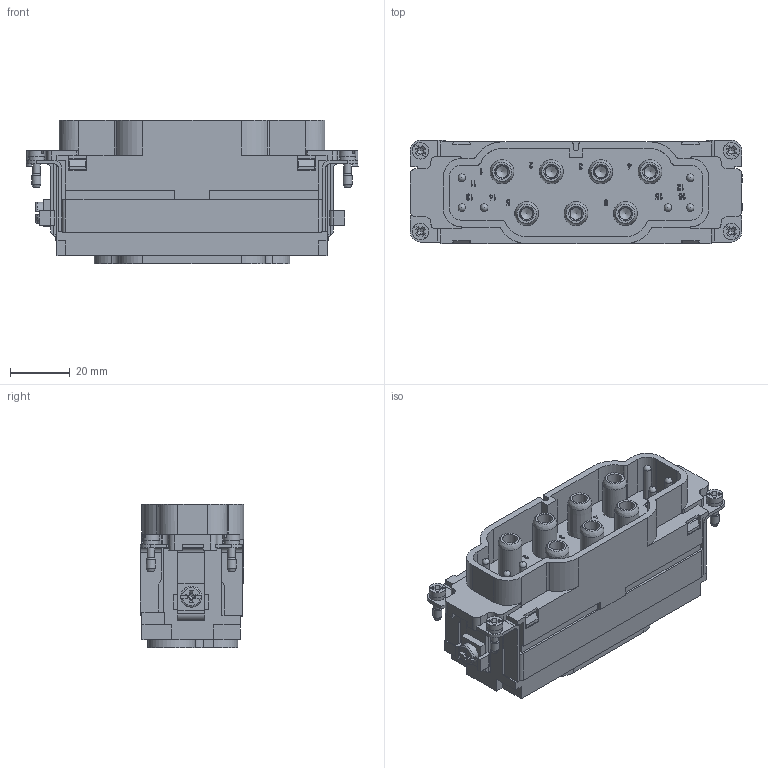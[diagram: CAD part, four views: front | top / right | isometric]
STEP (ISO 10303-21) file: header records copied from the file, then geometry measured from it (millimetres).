
FILE_DESCRIPTION(/* description */ (''),/* implementation_level */ '2;1');
FILE_NAME(/* name */ 'HK-006-6-M.stp',/* time_stamp */ '2023-02-09T00:29:19+08:00',/* author */ (''),/* organization */ (''),/* preprocessor_version */ 'ST-DEVELOPER v16',/* originating_system */ 'SIEMENS PLM Software NX 10.0',/* authorisation */ '');
FILE_SCHEMA (('AUTOMOTIVE_DESIGN { 1 0 10303 214 3 1 1 1 }'));
Products named in the file (1): Admi0A2C26ACrp77
Bounding box: 111 x 34.52 x 48 mm (x, y, z)
Volume: 98688.9 mm3; surface area: 40349.6 mm2
Topology: 1 solids, 3 shells, 1671 faces, 4603 edges, 3026 vertices
Faces by surface type: plane 943, extrusion 412, cylinder 169, cone 102, torus 30, sphere 8, bspline 7
Full cylindrical faces by diameter (mm): 1.8 x1, 1.921 x1, 2.5 x10, 3 x4, 3.35 x1, 3.6 x6, 4 x7, 4.95 x7, 5.3 x4, 5.5 x4, 6 x7, 7 x1, 7.25 x7, 7.97 x6, 8 x7, 11.95 x7
Entity records: 53755 total; most frequent: CARTESIAN_POINT 14374, ORIENTED_EDGE 8590, DIRECTION 6792, EDGE_CURVE 4295, VECTOR 3042, VERTEX_POINT 2924, LINE 2630, EDGE_LOOP 1954
